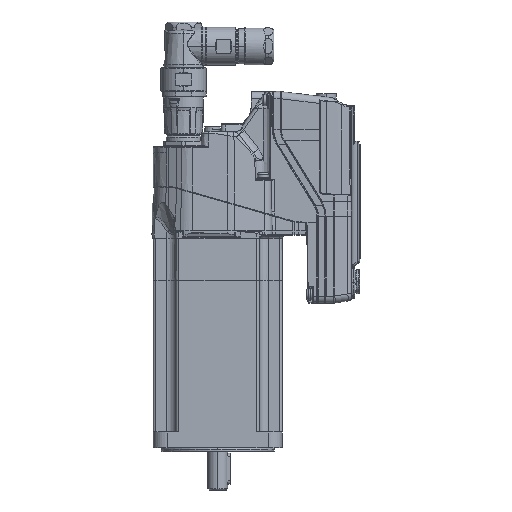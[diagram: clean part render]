
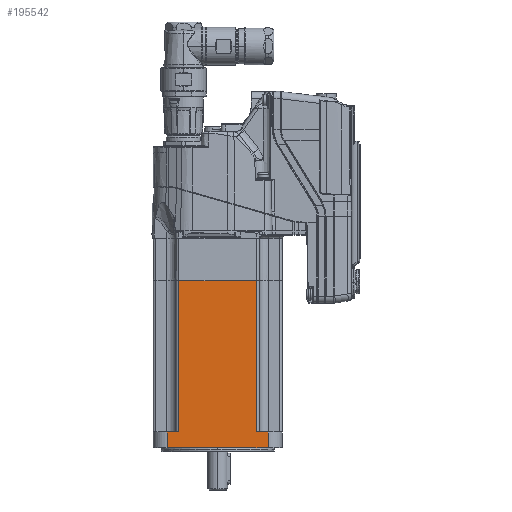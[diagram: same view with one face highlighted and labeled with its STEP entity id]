
A CAD part, left-side view. The second image highlights one B-rep face of the part: STEP entity #195542.
In plain terms, the highlighted face is planar.
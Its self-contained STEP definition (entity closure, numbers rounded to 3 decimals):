
#188643=DIRECTION('',(0.,-1.,0.));
#188644=VECTOR('',#188643,71.3);
#188645=CARTESIAN_POINT('',(-0.5,35.65,45.65));
#188646=LINE('',#188645,#188644);
#188948=DIRECTION('',(1.,0.,0.));
#188949=VECTOR('',#188948,11.);
#188950=CARTESIAN_POINT('',(-11.5,35.65,45.65));
#188951=LINE('',#188950,#188949);
#188966=DIRECTION('',(0.,1.,0.));
#188967=VECTOR('',#188966,8.15);
#188968=CARTESIAN_POINT('',(-11.5,27.5,45.65));
#188969=LINE('',#188968,#188967);
#189041=DIRECTION('',(1.,0.,0.));
#189042=VECTOR('',#189041,107.);
#189043=CARTESIAN_POINT('',(-118.5,27.5,45.65));
#189044=LINE('',#189043,#189042);
#189045=DIRECTION('',(0.,-1.,0.));
#189046=VECTOR('',#189045,55.);
#189047=CARTESIAN_POINT('',(-118.5,27.5,45.65));
#189048=LINE('',#189047,#189046);
#189049=DIRECTION('',(-1.,0.,0.));
#189050=VECTOR('',#189049,11.);
#189051=CARTESIAN_POINT('',(-0.5,-35.65,45.65));
#189052=LINE('',#189051,#189050);
#189062=DIRECTION('',(0.,1.,0.));
#189063=VECTOR('',#189062,8.15);
#189064=CARTESIAN_POINT('',(-11.5,-35.65,45.65));
#189065=LINE('',#189064,#189063);
#189108=DIRECTION('',(-1.,0.,0.));
#189109=VECTOR('',#189108,107.);
#189110=CARTESIAN_POINT('',(-11.5,-27.5,45.65));
#189111=LINE('',#189110,#189109);
#190221=CARTESIAN_POINT('',(-11.5,-27.5,45.65));
#190223=VERTEX_POINT('',#190221);
#190235=CARTESIAN_POINT('',(-11.5,-35.65,45.65));
#190236=VERTEX_POINT('',#190235);
#190247=CARTESIAN_POINT('',(-11.5,27.5,45.65));
#190248=VERTEX_POINT('',#190247);
#190249=CARTESIAN_POINT('',(-11.5,35.65,45.65));
#190250=VERTEX_POINT('',#190249);
#190334=CARTESIAN_POINT('',(-0.5,35.65,45.65));
#190335=VERTEX_POINT('',#190334);
#190336=CARTESIAN_POINT('',(-0.5,-35.65,45.65));
#190337=VERTEX_POINT('',#190336);
#190936=CARTESIAN_POINT('',(-118.5,-27.5,45.65));
#190937=VERTEX_POINT('',#190936);
#190938=CARTESIAN_POINT('',(-118.5,27.5,45.65));
#190939=VERTEX_POINT('',#190938);
#195524=CARTESIAN_POINT('',(-120.,0.,45.65));
#195525=DIRECTION('',(0.,0.,1.));
#195526=DIRECTION('',(1.,0.,0.));
#195527=AXIS2_PLACEMENT_3D('',#195524,#195525,#195526);
#195528=PLANE('',#195527);
#195529=ORIENTED_EDGE('',*,*,#195075,.F.);
#195530=ORIENTED_EDGE('',*,*,#195512,.T.);
#195531=ORIENTED_EDGE('',*,*,#195398,.T.);
#195532=ORIENTED_EDGE('',*,*,#195377,.T.);
#195533=ORIENTED_EDGE('',*,*,#194904,.T.);
#195535=ORIENTED_EDGE('',*,*,#195534,.T.);
#195537=ORIENTED_EDGE('',*,*,#195536,.T.);
#195539=ORIENTED_EDGE('',*,*,#195538,.T.);
#195540=EDGE_LOOP('',(#195529,#195530,#195531,#195532,#195533,#195535,#195537,
#195539));
#195541=FACE_OUTER_BOUND('',#195540,.F.);
#195542=ADVANCED_FACE('',(#195541),#195528,.T.);
#194904=EDGE_CURVE('',#190335,#190337,#188646,.T.);
#195075=EDGE_CURVE('',#190939,#190937,#189048,.T.);
#195377=EDGE_CURVE('',#190250,#190335,#188951,.T.);
#195398=EDGE_CURVE('',#190248,#190250,#188969,.T.);
#195512=EDGE_CURVE('',#190939,#190248,#189044,.T.);
#195534=EDGE_CURVE('',#190337,#190236,#189052,.T.);
#195536=EDGE_CURVE('',#190236,#190223,#189065,.T.);
#195538=EDGE_CURVE('',#190223,#190937,#189111,.T.);
